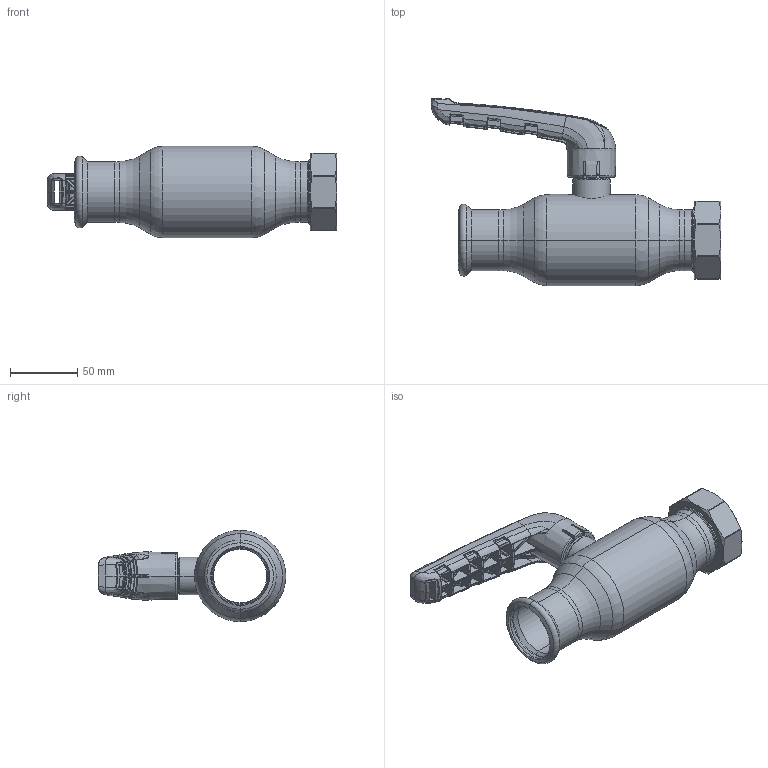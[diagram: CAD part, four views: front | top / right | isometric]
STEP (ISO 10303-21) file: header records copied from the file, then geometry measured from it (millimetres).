
FILE_DESCRIPTION (( 'STEP AP214' ), '1' );
FILE_NAME ('XPR11400 DN40 G1 34 x 42.step', '2018-09-18T10:41:44', ( '' ), ( '' ), 'SwSTEP 2.0', 'SolidWorks 2017', '' );
FILE_SCHEMA (( 'AUTOMOTIVE_DESIGN' ));
Length unit declared in the file: millimetre
Products named in the file (1): XPR11400 DN40 G1 34 x 42
Bounding box: 215.75 x 139.71 x 68 mm (x, y, z)
Surface area: 80883.1 mm2 (no closed solid volume)
Topology: 0 solids, 12 shells, 880 faces, 2843 edges, 1825 vertices
Faces by surface type: bspline 706, cylinder 54, plane 51, cone 36, torus 23, sphere 10
Entity records: 64541 total; most frequent: CARTESIAN_POINT 36712, ORIENTED_EDGE 4607, EDGE_CURVE 2823, B_SPLINE_CURVE_WITH_KNOTS 1941, DIRECTION 1921, VERTEX_POINT 1825, EDGE_LOOP 895, UNCERTAINTY_MEASURE_WITH_UNIT 882
